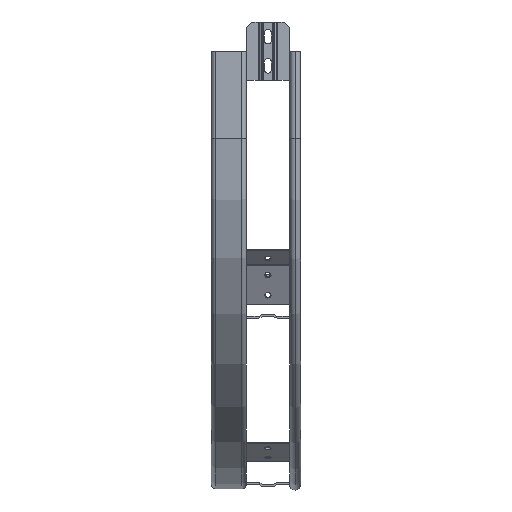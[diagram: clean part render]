
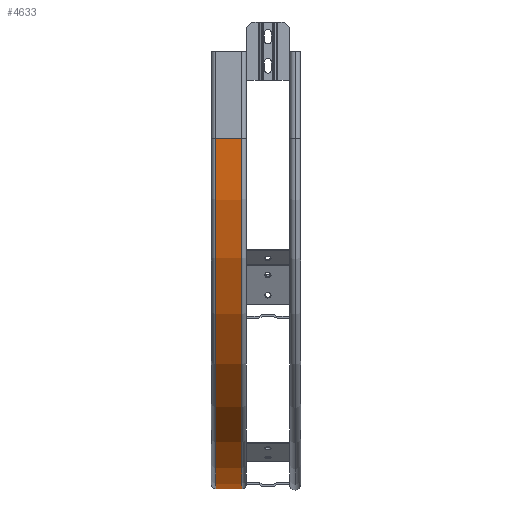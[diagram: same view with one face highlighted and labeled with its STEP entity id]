
A CAD part, left-side view. The second image highlights one B-rep face of the part: STEP entity #4633.
In plain terms, the highlighted cylindrical face has radius 600 mm (diameter 1200 mm), a partial arc.
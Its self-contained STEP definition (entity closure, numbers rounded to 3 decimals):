
#128 = CARTESIAN_POINT ( 'NONE',  ( -285., -22.5, -150. ) ) ;
#315 = AXIS2_PLACEMENT_3D ( 'NONE', #2966, #19349, #14957 ) ;
#622 = EDGE_CURVE ( 'NONE', #5033, #5486, #8315, .T. ) ;
#1079 = VERTEX_POINT ( 'NONE', #1464 ) ;
#1464 = CARTESIAN_POINT ( 'NONE',  ( 315., 22.5, -750. ) ) ;
#1927 = CYLINDRICAL_SURFACE ( 'NONE', #315, 600. ) ;
#2435 = EDGE_CURVE ( 'NONE', #4329, #5033, #18045, .T. ) ;
#2839 = EDGE_LOOP ( 'NONE', ( #13579, #17641, #19484, #4029 ) ) ;
#2859 = EDGE_CURVE ( 'NONE', #1079, #5486, #11338, .T. ) ;
#2954 = EDGE_CURVE ( 'NONE', #4329, #1079, #2956, .T. ) ;
#2956 = LINE ( 'NONE', #19464, #17568 ) ;
#2966 = CARTESIAN_POINT ( 'NONE',  ( 315., 0., -150. ) ) ;
#3095 = CARTESIAN_POINT ( 'NONE',  ( 315., -22.5, -150. ) ) ;
#3110 = DIRECTION ( 'NONE',  ( 0., 1., 0. ) ) ;
#3147 = DIRECTION ( 'NONE',  ( 1., 0., 0. ) ) ;
#4029 = ORIENTED_EDGE ( 'NONE', *, *, #2859, .F. ) ;
#4329 = VERTEX_POINT ( 'NONE', #6982 ) ;
#4633 = ADVANCED_FACE ( 'NONE', ( #6620 ), #1927, .T. ) ;
#5033 = VERTEX_POINT ( 'NONE', #128 ) ;
#5486 = VERTEX_POINT ( 'NONE', #17064 ) ;
#6620 = FACE_OUTER_BOUND ( 'NONE', #2839, .T. ) ;
#6661 = AXIS2_PLACEMENT_3D ( 'NONE', #7830, #7867, #19716 ) ;
#6982 = CARTESIAN_POINT ( 'NONE',  ( 315., -22.5, -750. ) ) ;
#7463 = AXIS2_PLACEMENT_3D ( 'NONE', #3095, #3110, #3147 ) ;
#7830 = CARTESIAN_POINT ( 'NONE',  ( 315., 22.5, -150. ) ) ;
#7867 = DIRECTION ( 'NONE',  ( 0., 1., 0. ) ) ;
#8315 = LINE ( 'NONE', #9647, #11497 ) ;
#9647 = CARTESIAN_POINT ( 'NONE',  ( -285., 6.791, -150. ) ) ;
#9871 = DIRECTION ( 'NONE',  ( 0., 1., 0. ) ) ;
#11338 = CIRCLE ( 'NONE', #6661, 600. ) ;
#11497 = VECTOR ( 'NONE', #9871, 1000. ) ;
#13579 = ORIENTED_EDGE ( 'NONE', *, *, #2954, .F. ) ;
#14957 = DIRECTION ( 'NONE',  ( 1., 0., 0. ) ) ;
#17064 = CARTESIAN_POINT ( 'NONE',  ( -285., 22.5, -150. ) ) ;
#17568 = VECTOR ( 'NONE', #19787, 1000. ) ;
#17641 = ORIENTED_EDGE ( 'NONE', *, *, #2435, .T. ) ;
#18045 = CIRCLE ( 'NONE', #7463, 600. ) ;
#19349 = DIRECTION ( 'NONE',  ( 0., 1., 0. ) ) ;
#19464 = CARTESIAN_POINT ( 'NONE',  ( 315., 6.791, -750. ) ) ;
#19484 = ORIENTED_EDGE ( 'NONE', *, *, #622, .T. ) ;
#19716 = DIRECTION ( 'NONE',  ( 1., 0., 0. ) ) ;
#19787 = DIRECTION ( 'NONE',  ( 0., 1., 0. ) ) ;
